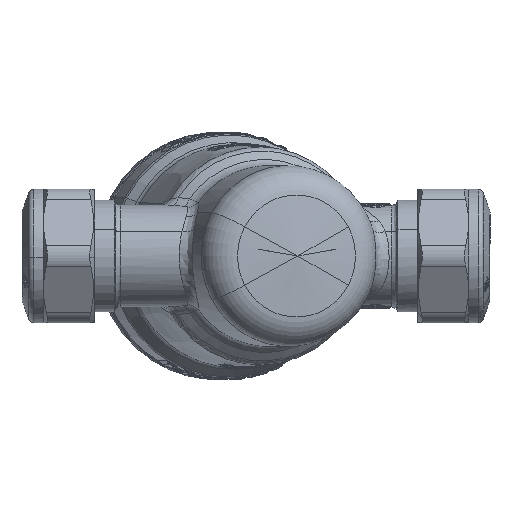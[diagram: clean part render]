
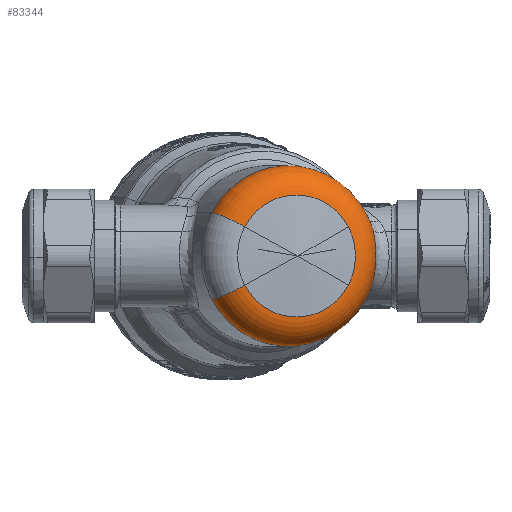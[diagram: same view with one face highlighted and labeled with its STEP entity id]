
A CAD part, front view. The second image highlights one B-rep face of the part: STEP entity #83344.
In plain terms, the highlighted toroidal (fillet/blend) face has major radius 10.9 mm and minor radius 6 mm.
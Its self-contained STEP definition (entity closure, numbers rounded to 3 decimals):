
#73225=CARTESIAN_POINT('Vertex',(-4.6,-21.564,-5.476)) ;
#73232=CARTESIAN_POINT('Vertex',(-4.6,-21.564,5.476)) ;
#73251=CARTESIAN_POINT('Vertex',(14.766,-16.375,5.476)) ;
#73254=CARTESIAN_POINT('Axis2P3D Location',(5.083,-18.97,0.)) ;
#73270=CARTESIAN_POINT('Vertex',(14.766,-16.375,-5.476)) ;
#73273=CARTESIAN_POINT('Axis2P3D Location',(5.083,-18.97,0.)) ;
#73285=CARTESIAN_POINT('Axis2P3D Location',(5.083,-18.97,0.)) ;
#73377=CARTESIAN_POINT('Vertex',(19.317,-10.524,5.025)) ;
#73381=CARTESIAN_POINT('Control Point',(19.317,-10.524,5.025)) ;
#73382=CARTESIAN_POINT('Control Point',(19.412,-10.658,4.712)) ;
#73383=CARTESIAN_POINT('Control Point',(19.497,-10.784,4.387)) ;
#73384=CARTESIAN_POINT('Control Point',(19.574,-10.9,4.05)) ;
#73385=CARTESIAN_POINT('Control Point',(19.743,-11.165,3.175)) ;
#73386=CARTESIAN_POINT('Control Point',(19.857,-11.354,2.246)) ;
#73387=CARTESIAN_POINT('Control Point',(19.906,-11.439,1.67)) ;
#73388=CARTESIAN_POINT('Control Point',(19.967,-11.545,0.499)) ;
#73389=CARTESIAN_POINT('Control Point',(19.955,-11.524,-0.683)) ;
#73390=CARTESIAN_POINT('Control Point',(19.931,-11.482,-1.273)) ;
#73391=CARTESIAN_POINT('Control Point',(19.845,-11.333,-2.44)) ;
#73392=CARTESIAN_POINT('Control Point',(19.68,-11.064,-3.55)) ;
#73393=CARTESIAN_POINT('Control Point',(19.575,-10.9,-4.087)) ;
#73394=CARTESIAN_POINT('Control Point',(19.318,-10.514,-5.127)) ;
#73395=CARTESIAN_POINT('Control Point',(18.967,-10.041,-6.048)) ;
#73396=CARTESIAN_POINT('Control Point',(18.765,-9.784,-6.48)) ;
#73397=CARTESIAN_POINT('Control Point',(18.537,-9.516,-6.876)) ;
#73398=CARTESIAN_POINT('Control Point',(18.287,-9.243,-7.238)) ;
#73399=CARTESIAN_POINT('Vertex',(18.287,-9.243,-7.238)) ;
#73462=CARTESIAN_POINT('Vertex',(18.287,-9.243,7.238)) ;
#73466=CARTESIAN_POINT('Control Point',(18.287,-9.243,7.238)) ;
#73467=CARTESIAN_POINT('Control Point',(18.361,-9.324,7.13)) ;
#73468=CARTESIAN_POINT('Control Point',(18.434,-9.405,7.02)) ;
#73469=CARTESIAN_POINT('Control Point',(18.504,-9.484,6.907)) ;
#73470=CARTESIAN_POINT('Control Point',(18.738,-9.757,6.505)) ;
#73471=CARTESIAN_POINT('Control Point',(18.948,-10.02,6.066)) ;
#73472=CARTESIAN_POINT('Control Point',(19.084,-10.199,5.736)) ;
#73473=CARTESIAN_POINT('Control Point',(19.207,-10.367,5.389)) ;
#73474=CARTESIAN_POINT('Control Point',(19.317,-10.524,5.025)) ;
#83283=CARTESIAN_POINT('Axis2P3D Location',(-5.704,-15.672,-5.226)) ;
#83287=CARTESIAN_POINT('Vertex',(-10.79,-17.035,-8.102)) ;
#83290=CARTESIAN_POINT('Axis2P3D Location',(-5.704,-15.672,5.226)) ;
#83294=CARTESIAN_POINT('Vertex',(-10.79,-17.035,8.102)) ;
#83310=CARTESIAN_POINT('Axis2P3D Location',(3.536,-13.196,0.)) ;
#83315=CARTESIAN_POINT('Axis2P3D Location',(3.536,-13.196,0.)) ;
#83320=CARTESIAN_POINT('Axis2P3D Location',(3.536,-13.196,0.)) ;
#83324=CARTESIAN_POINT('Vertex',(17.862,-9.357,-8.102)) ;
#83327=CARTESIAN_POINT('Axis2P3D Location',(3.536,-13.196,0.)) ;
#73255=DIRECTION('Axis2P3D Direction',(-0.259,0.966,-0.)) ;
#73274=DIRECTION('Axis2P3D Direction',(-0.259,0.966,-0.)) ;
#73286=DIRECTION('Axis2P3D Direction',(-0.259,0.966,-0.)) ;
#83284=DIRECTION('Axis2P3D Direction',(0.463,0.124,-0.878)) ;
#83291=DIRECTION('Axis2P3D Direction',(-0.463,-0.124,-0.878)) ;
#83311=DIRECTION('Axis2P3D Direction',(0.259,-0.966,0.)) ;
#83312=DIRECTION('Axis2P3D XDirection',(0.739,0.198,-0.644)) ;
#83316=DIRECTION('Axis2P3D Direction',(0.259,-0.966,0.)) ;
#83321=DIRECTION('Axis2P3D Direction',(0.259,-0.966,0.)) ;
#83328=DIRECTION('Axis2P3D Direction',(0.259,-0.966,0.)) ;
#73256=AXIS2_PLACEMENT_3D('Circle Axis2P3D',#73254,#73255,$) ;
#73275=AXIS2_PLACEMENT_3D('Circle Axis2P3D',#73273,#73274,$) ;
#73287=AXIS2_PLACEMENT_3D('Circle Axis2P3D',#73285,#73286,$) ;
#83285=AXIS2_PLACEMENT_3D('Circle Axis2P3D',#83283,#83284,$) ;
#83292=AXIS2_PLACEMENT_3D('Circle Axis2P3D',#83290,#83291,$) ;
#83313=AXIS2_PLACEMENT_3D('Torus Axis2P3D',#83310,#83311,#83312) ;
#83317=AXIS2_PLACEMENT_3D('Circle Axis2P3D',#83315,#83316,$) ;
#83322=AXIS2_PLACEMENT_3D('Circle Axis2P3D',#83320,#83321,$) ;
#83329=AXIS2_PLACEMENT_3D('Circle Axis2P3D',#83327,#83328,$) ;
#73257=CIRCLE('generated circle',#73256,11.423) ;
#73276=CIRCLE('generated circle',#73275,11.423) ;
#73288=CIRCLE('generated circle',#73287,11.423) ;
#83286=CIRCLE('generated circle',#83285,6.) ;
#83293=CIRCLE('generated circle',#83292,6.) ;
#83318=CIRCLE('generated circle',#83317,16.9) ;
#83323=CIRCLE('generated circle',#83322,16.9) ;
#83330=CIRCLE('generated circle',#83329,16.9) ;
#83314=TOROIDAL_SURFACE('homeo Torus',#83313,10.9,6.) ;
#73258=EDGE_CURVE('',#73233,#73252,#73257,.T.) ;
#73277=EDGE_CURVE('',#73252,#73271,#73276,.T.) ;
#73289=EDGE_CURVE('',#73271,#73226,#73288,.T.) ;
#73401=EDGE_CURVE('',#73400,#73378,#73380,.F.) ;
#73475=EDGE_CURVE('',#73378,#73463,#73465,.F.) ;
#83289=EDGE_CURVE('',#83288,#73226,#83286,.F.) ;
#83296=EDGE_CURVE('',#83295,#73233,#83293,.F.) ;
#83319=EDGE_CURVE('',#83295,#73463,#83318,.F.) ;
#83326=EDGE_CURVE('',#83325,#83288,#83323,.F.) ;
#83331=EDGE_CURVE('',#73400,#83325,#83330,.F.) ;
#83333=ORIENTED_EDGE('',*,*,#83319,.F.) ;
#83334=ORIENTED_EDGE('',*,*,#83296,.T.) ;
#83335=ORIENTED_EDGE('',*,*,#73258,.T.) ;
#83336=ORIENTED_EDGE('',*,*,#73277,.T.) ;
#83337=ORIENTED_EDGE('',*,*,#73289,.T.) ;
#83338=ORIENTED_EDGE('',*,*,#83289,.F.) ;
#83339=ORIENTED_EDGE('',*,*,#83326,.F.) ;
#83340=ORIENTED_EDGE('',*,*,#83331,.F.) ;
#83341=ORIENTED_EDGE('',*,*,#73401,.T.) ;
#83342=ORIENTED_EDGE('',*,*,#73475,.T.) ;
#83332=EDGE_LOOP('',(#83333,#83334,#83335,#83336,#83337,#83338,#83339,#83340,#83341,#83342)) ;
#73226=VERTEX_POINT('',#73225) ;
#73233=VERTEX_POINT('',#73232) ;
#73252=VERTEX_POINT('',#73251) ;
#73271=VERTEX_POINT('',#73270) ;
#73378=VERTEX_POINT('',#73377) ;
#73400=VERTEX_POINT('',#73399) ;
#73463=VERTEX_POINT('',#73462) ;
#83288=VERTEX_POINT('',#83287) ;
#83295=VERTEX_POINT('',#83294) ;
#83325=VERTEX_POINT('',#83324) ;
#83344=ADVANCED_FACE('PartBody',(#83343),#83314,.T.) ;
#73380=B_SPLINE_CURVE_WITH_KNOTS('',5,(#73381,#73382,#73383,#73384,#73385,#73386,#73387,#73388,#73389,#73390,#73391,#73392,#73393,#73394,#73395,#73396,#73397,#73398),.UNSPECIFIED.,.F.,.U.,(6,3,3,3,3,6),(10.194,12.356,15.659,18.968,22.319,25.772),.UNSPECIFIED.) ;
#73465=B_SPLINE_CURVE_WITH_KNOTS('',5,(#73466,#73467,#73468,#73469,#73470,#73471,#73472,#73473,#73474),.UNSPECIFIED.,.F.,.U.,(6,3,6),(12.16,13.184,15.693),.UNSPECIFIED.) ;
#83343=FACE_OUTER_BOUND('',#83332,.T.) ;
